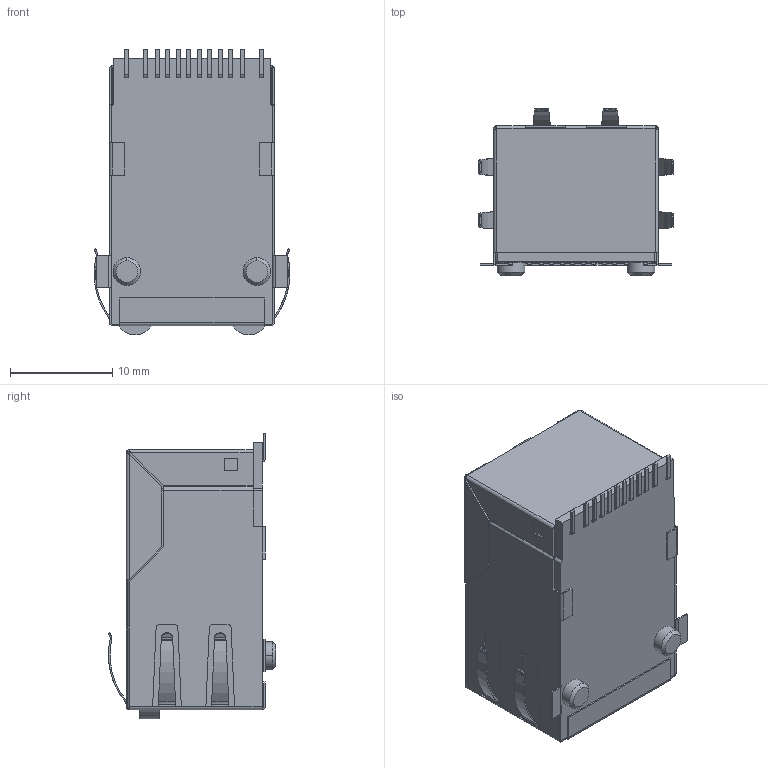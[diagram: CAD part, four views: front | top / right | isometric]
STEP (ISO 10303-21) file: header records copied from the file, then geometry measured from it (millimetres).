
FILE_DESCRIPTION (( 'STEP AP214' ), '1' );
FILE_NAME ('HR961160C.STEP', '2023-02-03T00:40:52', ( '' ), ( '' ), 'SwSTEP 2.0', 'SolidWorks 2021', '' );
FILE_SCHEMA (( 'AUTOMOTIVE_DESIGN' ));
Length unit declared in the file: millimetre
Products named in the file (1): HR961160C
Bounding box: 19.13 x 16.33 x 27.91 mm (x, y, z)
Volume: 4319.9 mm3; surface area: 5473.2 mm2
Topology: 24 solids, 24 shells, 584 faces, 1490 edges, 936 vertices
Faces by surface type: plane 428, cylinder 146, cone 6, bspline 4
Entity records: 19293 total; most frequent: CARTESIAN_POINT 3549, ORIENTED_EDGE 2976, DIRECTION 2686, EDGE_CURVE 1488, LINE 1164, VECTOR 1164, VERTEX_POINT 936, AXIS2_PLACEMENT_3D 761
